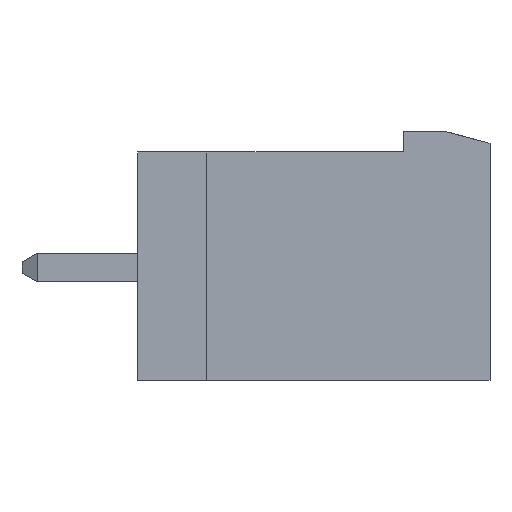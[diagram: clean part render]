
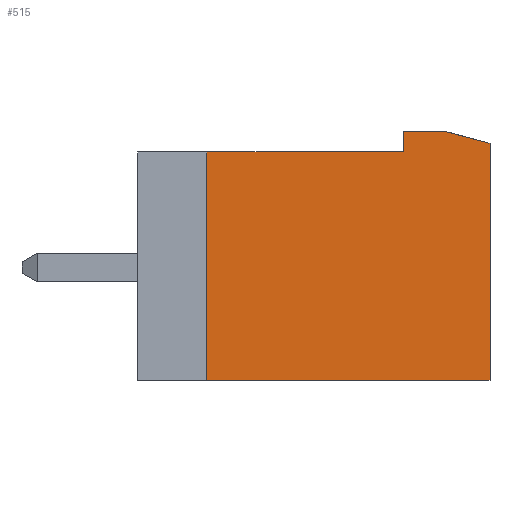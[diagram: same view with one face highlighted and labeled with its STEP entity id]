
A CAD part, front view. The second image highlights one B-rep face of the part: STEP entity #515.
In plain terms, the highlighted planar face has unit normal (0, -1, 0).
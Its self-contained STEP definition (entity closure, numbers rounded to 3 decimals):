
#515 = ADVANCED_FACE( '', ( #1179 ), #1180, .F. );
#1179 = FACE_OUTER_BOUND( '', #1999, .T. );
#1180 = PLANE( '', #2000 );
#1999 = EDGE_LOOP( '', ( #3487, #3488, #3489, #3490, #3491, #3492, #3493 ) );
#2000 = AXIS2_PLACEMENT_3D( '', #3494, #3495, #3496 );
#3487 = ORIENTED_EDGE( '', *, *, #5255, .T. );
#3488 = ORIENTED_EDGE( '', *, *, #4989, .T. );
#3489 = ORIENTED_EDGE( '', *, *, #5083, .T. );
#3490 = ORIENTED_EDGE( '', *, *, #5312, .T. );
#3491 = ORIENTED_EDGE( '', *, *, #5313, .T. );
#3492 = ORIENTED_EDGE( '', *, *, #5208, .T. );
#3493 = ORIENTED_EDGE( '', *, *, #4769, .T. );
#3494 = CARTESIAN_POINT( '', ( 0., -41.64, 90.7 ) );
#3495 = DIRECTION( '', ( 0., 1., 0. ) );
#3496 = DIRECTION( '', ( -1., 0., 0. ) );
#4769 = EDGE_CURVE( '', #5673, #5671, #5674, .T. );
#4989 = EDGE_CURVE( '', #6055, #6053, #6056, .T. );
#5083 = EDGE_CURVE( '', #6053, #6207, #6208, .T. );
#5208 = EDGE_CURVE( '', #6401, #5673, #6402, .T. );
#5255 = EDGE_CURVE( '', #5671, #6055, #6472, .T. );
#5312 = EDGE_CURVE( '', #6207, #6548, #6549, .T. );
#5313 = EDGE_CURVE( '', #6548, #6401, #6550, .T. );
#5671 = VERTEX_POINT( '', #6983 );
#5673 = VERTEX_POINT( '', #6986 );
#5674 = LINE( '', #6987, #6988 );
#6053 = VERTEX_POINT( '', #7545 );
#6055 = VERTEX_POINT( '', #7548 );
#6056 = LINE( '', #7549, #7550 );
#6207 = VERTEX_POINT( '', #7767 );
#6208 = LINE( '', #7768, #7769 );
#6401 = VERTEX_POINT( '', #8057 );
#6402 = LINE( '', #8058, #8059 );
#6472 = LINE( '', #8162, #8163 );
#6548 = VERTEX_POINT( '', #8278 );
#6549 = LINE( '', #8279, #8280 );
#6550 = LINE( '', #8281, #8282 );
#6983 = CARTESIAN_POINT( '', ( 0., -41.64, 90.7 ) );
#6986 = CARTESIAN_POINT( '', ( 1.507, -41.64, 90.7 ) );
#6987 = CARTESIAN_POINT( '', ( 0., -41.64, 90.7 ) );
#6988 = VECTOR( '', #8889, 1000. );
#7545 = CARTESIAN_POINT( '', ( -6.8, -41.64, 90. ) );
#7548 = CARTESIAN_POINT( '', ( 0., -41.64, 90. ) );
#7549 = CARTESIAN_POINT( '', ( -6.8, -41.64, 90. ) );
#7550 = VECTOR( '', #9084, 1000. );
#7767 = CARTESIAN_POINT( '', ( -6.8, -41.64, 82.1 ) );
#7768 = CARTESIAN_POINT( '', ( -6.8, -41.64, 82.1 ) );
#7769 = VECTOR( '', #9169, 1000. );
#8057 = CARTESIAN_POINT( '', ( 3., -41.64, 90.3 ) );
#8058 = CARTESIAN_POINT( '', ( 1.507, -41.64, 90.7 ) );
#8059 = VECTOR( '', #9274, 1000. );
#8162 = CARTESIAN_POINT( '', ( 0., -41.64, 90.2 ) );
#8163 = VECTOR( '', #9323, 1000. );
#8278 = CARTESIAN_POINT( '', ( 3., -41.64, 82.1 ) );
#8279 = CARTESIAN_POINT( '', ( 3., -41.64, 82.1 ) );
#8280 = VECTOR( '', #9363, 1000. );
#8281 = CARTESIAN_POINT( '', ( 3., -41.64, 90.3 ) );
#8282 = VECTOR( '', #9364, 1000. );
#8889 = DIRECTION( '', ( -1., 0., 0. ) );
#9084 = DIRECTION( '', ( -1., 0., 0. ) );
#9169 = DIRECTION( '', ( 0., 0., -1. ) );
#9274 = DIRECTION( '', ( -0.966, 0., 0.259 ) );
#9323 = DIRECTION( '', ( 0., 0., -1. ) );
#9363 = DIRECTION( '', ( 1., 0., 0. ) );
#9364 = DIRECTION( '', ( 0., 0., 1. ) );
